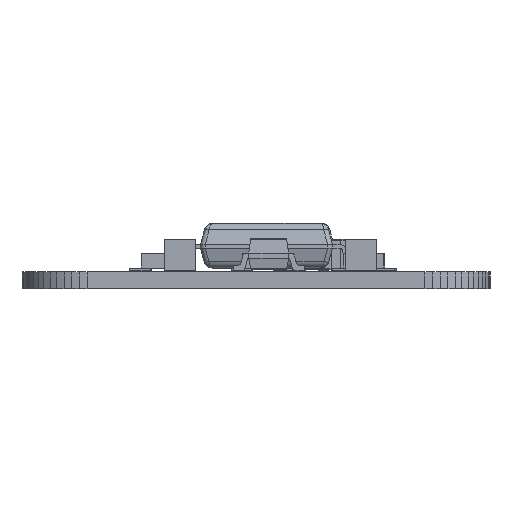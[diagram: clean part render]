
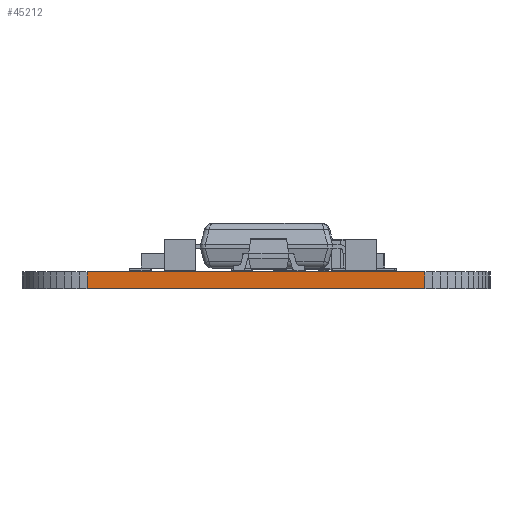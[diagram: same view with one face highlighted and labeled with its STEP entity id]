
A CAD part, front view. The second image highlights one B-rep face of the part: STEP entity #45212.
In plain terms, the highlighted planar face has unit normal (0, -1, 0).
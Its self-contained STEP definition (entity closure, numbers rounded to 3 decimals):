
#36461 = PLANE('',#36462);
#36462 = AXIS2_PLACEMENT_3D('',#36463,#36464,#36465);
#36463 = CARTESIAN_POINT('',(7.62,-34.093,0.68));
#36464 = DIRECTION('',(-0.,-0.,-1.));
#36465 = DIRECTION('',(-1.,0.,0.));
#36515 = PLANE('',#36516);
#36516 = AXIS2_PLACEMENT_3D('',#36517,#36518,#36519);
#36517 = CARTESIAN_POINT('',(7.62,-34.093,0.));
#36518 = DIRECTION('',(-0.,-0.,-1.));
#36519 = DIRECTION('',(-1.,0.,0.));
#37352 = VERTEX_POINT('',#37353);
#37353 = CARTESIAN_POINT('',(14.404,-71.194,0.));
#37367 = PLANE('',#37368);
#37368 = AXIS2_PLACEMENT_3D('',#37369,#37370,#37371);
#37369 = CARTESIAN_POINT('',(14.719,-71.175,0.));
#37370 = DIRECTION('',(0.06,-0.998,0.));
#37371 = DIRECTION('',(-0.998,-0.06,0.));
#37379 = EDGE_CURVE('',#37352,#37380,#37382,.T.);
#37380 = VERTEX_POINT('',#37381);
#37381 = CARTESIAN_POINT('',(0.836,-71.194,0.));
#37382 = SURFACE_CURVE('',#37383,(#37387,#37394),.PCURVE_S1.);
#37383 = LINE('',#37384,#37385);
#37384 = CARTESIAN_POINT('',(14.404,-71.194,0.));
#37385 = VECTOR('',#37386,1.);
#37386 = DIRECTION('',(-1.,0.,0.));
#37387 = PCURVE('',#36515,#37388);
#37388 = DEFINITIONAL_REPRESENTATION('',(#37389),#37393);
#37389 = LINE('',#37390,#37391);
#37390 = CARTESIAN_POINT('',(-6.784,-37.1));
#37391 = VECTOR('',#37392,1.);
#37392 = DIRECTION('',(1.,0.));
#37393 = ( GEOMETRIC_REPRESENTATION_CONTEXT(2) 
PARAMETRIC_REPRESENTATION_CONTEXT() REPRESENTATION_CONTEXT('2D SPACE',''
  ) );
#37394 = PCURVE('',#37395,#37400);
#37395 = PLANE('',#37396);
#37396 = AXIS2_PLACEMENT_3D('',#37397,#37398,#37399);
#37397 = CARTESIAN_POINT('',(14.404,-71.194,0.));
#37398 = DIRECTION('',(0.,-1.,0.));
#37399 = DIRECTION('',(-1.,0.,0.));
#37400 = DEFINITIONAL_REPRESENTATION('',(#37401),#37405);
#37401 = LINE('',#37402,#37403);
#37402 = CARTESIAN_POINT('',(0.,0.));
#37403 = VECTOR('',#37404,1.);
#37404 = DIRECTION('',(1.,0.));
#37405 = ( GEOMETRIC_REPRESENTATION_CONTEXT(2) 
PARAMETRIC_REPRESENTATION_CONTEXT() REPRESENTATION_CONTEXT('2D SPACE',''
  ) );
#37423 = PLANE('',#37424);
#37424 = AXIS2_PLACEMENT_3D('',#37425,#37426,#37427);
#37425 = CARTESIAN_POINT('',(0.836,-71.194,0.));
#37426 = DIRECTION('',(-0.06,-0.998,0.));
#37427 = DIRECTION('',(-0.998,0.06,0.));
#41123 = VERTEX_POINT('',#41124);
#41124 = CARTESIAN_POINT('',(14.404,-71.194,0.68));
#41145 = EDGE_CURVE('',#41123,#41146,#41148,.T.);
#41146 = VERTEX_POINT('',#41147);
#41147 = CARTESIAN_POINT('',(0.836,-71.194,0.68));
#41148 = SURFACE_CURVE('',#41149,(#41153,#41160),.PCURVE_S1.);
#41149 = LINE('',#41150,#41151);
#41150 = CARTESIAN_POINT('',(14.404,-71.194,0.68));
#41151 = VECTOR('',#41152,1.);
#41152 = DIRECTION('',(-1.,0.,0.));
#41153 = PCURVE('',#36461,#41154);
#41154 = DEFINITIONAL_REPRESENTATION('',(#41155),#41159);
#41155 = LINE('',#41156,#41157);
#41156 = CARTESIAN_POINT('',(-6.784,-37.1));
#41157 = VECTOR('',#41158,1.);
#41158 = DIRECTION('',(1.,0.));
#41159 = ( GEOMETRIC_REPRESENTATION_CONTEXT(2) 
PARAMETRIC_REPRESENTATION_CONTEXT() REPRESENTATION_CONTEXT('2D SPACE',''
  ) );
#41160 = PCURVE('',#37395,#41161);
#41161 = DEFINITIONAL_REPRESENTATION('',(#41162),#41166);
#41162 = LINE('',#41163,#41164);
#41163 = CARTESIAN_POINT('',(0.,-0.68));
#41164 = VECTOR('',#41165,1.);
#41165 = DIRECTION('',(1.,0.));
#41166 = ( GEOMETRIC_REPRESENTATION_CONTEXT(2) 
PARAMETRIC_REPRESENTATION_CONTEXT() REPRESENTATION_CONTEXT('2D SPACE',''
  ) );
#45164 = EDGE_CURVE('',#37352,#41123,#45165,.T.);
#45165 = SURFACE_CURVE('',#45166,(#45170,#45177),.PCURVE_S1.);
#45166 = LINE('',#45167,#45168);
#45167 = CARTESIAN_POINT('',(14.404,-71.194,0.));
#45168 = VECTOR('',#45169,1.);
#45169 = DIRECTION('',(0.,0.,1.));
#45170 = PCURVE('',#37367,#45171);
#45171 = DEFINITIONAL_REPRESENTATION('',(#45172),#45176);
#45172 = LINE('',#45173,#45174);
#45173 = CARTESIAN_POINT('',(0.316,0.));
#45174 = VECTOR('',#45175,1.);
#45175 = DIRECTION('',(0.,-1.));
#45176 = ( GEOMETRIC_REPRESENTATION_CONTEXT(2) 
PARAMETRIC_REPRESENTATION_CONTEXT() REPRESENTATION_CONTEXT('2D SPACE',''
  ) );
#45177 = PCURVE('',#37395,#45178);
#45178 = DEFINITIONAL_REPRESENTATION('',(#45179),#45183);
#45179 = LINE('',#45180,#45181);
#45180 = CARTESIAN_POINT('',(0.,0.));
#45181 = VECTOR('',#45182,1.);
#45182 = DIRECTION('',(0.,-1.));
#45183 = ( GEOMETRIC_REPRESENTATION_CONTEXT(2) 
PARAMETRIC_REPRESENTATION_CONTEXT() REPRESENTATION_CONTEXT('2D SPACE',''
  ) );
#45212 = ADVANCED_FACE('',(#45213),#37395,.T.);
#45213 = FACE_BOUND('',#45214,.T.);
#45214 = EDGE_LOOP('',(#45215,#45216,#45217,#45238));
#45215 = ORIENTED_EDGE('',*,*,#45164,.T.);
#45216 = ORIENTED_EDGE('',*,*,#41145,.T.);
#45217 = ORIENTED_EDGE('',*,*,#45218,.F.);
#45218 = EDGE_CURVE('',#37380,#41146,#45219,.T.);
#45219 = SURFACE_CURVE('',#45220,(#45224,#45231),.PCURVE_S1.);
#45220 = LINE('',#45221,#45222);
#45221 = CARTESIAN_POINT('',(0.836,-71.194,0.));
#45222 = VECTOR('',#45223,1.);
#45223 = DIRECTION('',(0.,0.,1.));
#45224 = PCURVE('',#37395,#45225);
#45225 = DEFINITIONAL_REPRESENTATION('',(#45226),#45230);
#45226 = LINE('',#45227,#45228);
#45227 = CARTESIAN_POINT('',(13.569,0.));
#45228 = VECTOR('',#45229,1.);
#45229 = DIRECTION('',(0.,-1.));
#45230 = ( GEOMETRIC_REPRESENTATION_CONTEXT(2) 
PARAMETRIC_REPRESENTATION_CONTEXT() REPRESENTATION_CONTEXT('2D SPACE',''
  ) );
#45231 = PCURVE('',#37423,#45232);
#45232 = DEFINITIONAL_REPRESENTATION('',(#45233),#45237);
#45233 = LINE('',#45234,#45235);
#45234 = CARTESIAN_POINT('',(0.,0.));
#45235 = VECTOR('',#45236,1.);
#45236 = DIRECTION('',(0.,-1.));
#45237 = ( GEOMETRIC_REPRESENTATION_CONTEXT(2) 
PARAMETRIC_REPRESENTATION_CONTEXT() REPRESENTATION_CONTEXT('2D SPACE',''
  ) );
#45238 = ORIENTED_EDGE('',*,*,#37379,.F.);
